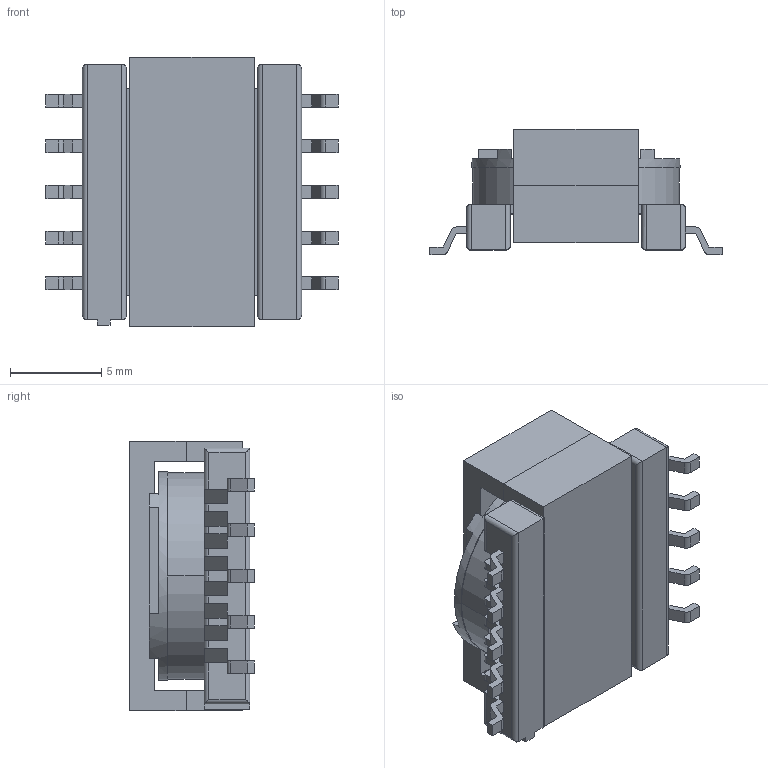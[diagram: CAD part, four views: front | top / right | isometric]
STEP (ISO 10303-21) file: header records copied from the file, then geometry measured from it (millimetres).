
FILE_DESCRIPTION (( 'STEP AP214' ), '1' );
FILE_NAME ('ER14.5_5915.STEP', '2021-06-29T21:09:53', ( '' ), ( '' ), 'SwSTEP 2.0', 'SolidWorks 2017', '' );
FILE_SCHEMA (( 'AUTOMOTIVE_DESIGN' ));
Length unit declared in the file: millimetre
Products named in the file (4): 070-4477_coil; 150-2340_6A; 070-5915_6B; ER14.5_5915
Assembly tree (4 placements, depth 2):
  ER14.5_5915
    070-5915_6B
    070-4477_coil
    150-2340_6A  x2
Bounding box: 16 x 6.84 x 14.75 mm (x, y, z)
Volume: 791.7 mm3; surface area: 1698.1 mm2
Topology: 4 solids, 4 shells, 261 faces, 703 edges, 454 vertices
Faces by surface type: plane 197, cylinder 64
Entity records: 9282 total; most frequent: CARTESIAN_POINT 1398, ORIENTED_EDGE 1346, DIRECTION 1279, EDGE_CURVE 673, VECTOR 553, LINE 553, VERTEX_POINT 434, AXIS2_PLACEMENT_3D 363
